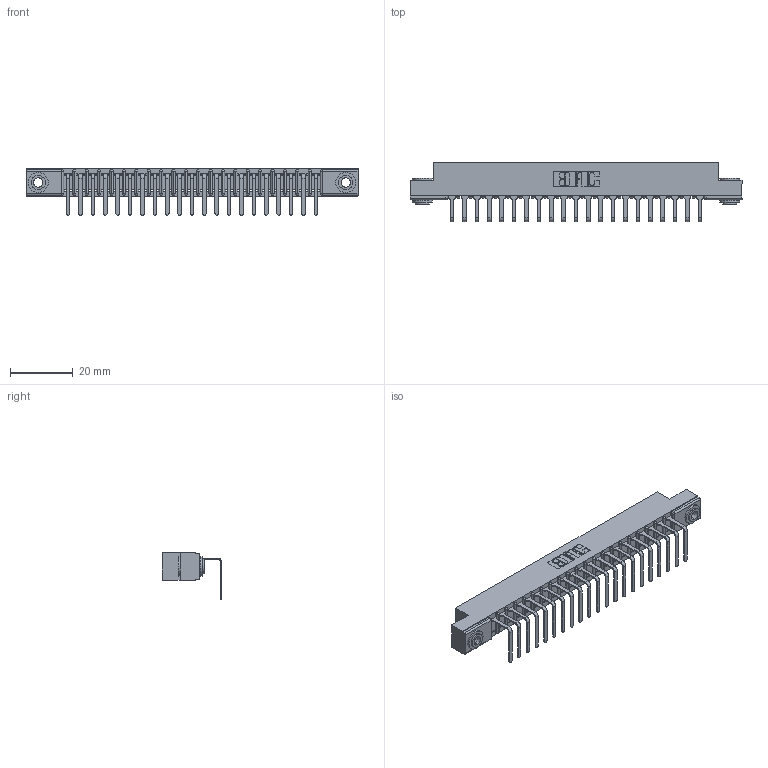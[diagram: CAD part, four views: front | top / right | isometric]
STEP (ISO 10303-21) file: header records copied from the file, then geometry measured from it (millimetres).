
FILE_DESCRIPTION (( 'STEP AP203' ), '1' );
FILE_NAME ('307-021-558-103.STEP', '2019-09-04T13:21:05', ( '' ), ( '' ), 'SwSTEP 2.0', 'SolidWorks 2016', '' );
FILE_SCHEMA (( 'CONFIG_CONTROL_DESIGN' ));
Length unit declared in the file: inch
Products named in the file (4): 307 Part_.156 Dia Mounting Holes; 307-021-558-103; 345-250-002_345-250-002-102; 307-290-001_558 - 2 (Single)
Assembly tree (24 placements, depth 2):
  307-021-558-103
    307 Part_.156 Dia Mounting Holes
    307-290-001_558 - 2 (Single)  x21
    345-250-002_345-250-002-102  x2
Bounding box: 106.22 x 18.96 x 14.81 mm (x, y, z)
Volume: 6805.5 mm3; surface area: 11342.5 mm2
Topology: 24 solids, 24 shells, 1452 faces, 4089 edges, 2634 vertices
Faces by surface type: plane 913, cylinder 487, sphere 44, cone 8
Entity records: 21761 total; most frequent: CARTESIAN_POINT 3637, ORIENTED_EDGE 3614, DIRECTION 3565, EDGE_CURVE 1807, VECTOR 1369, LINE 1369, VERTEX_POINT 1170, AXIS2_PLACEMENT_3D 1098
